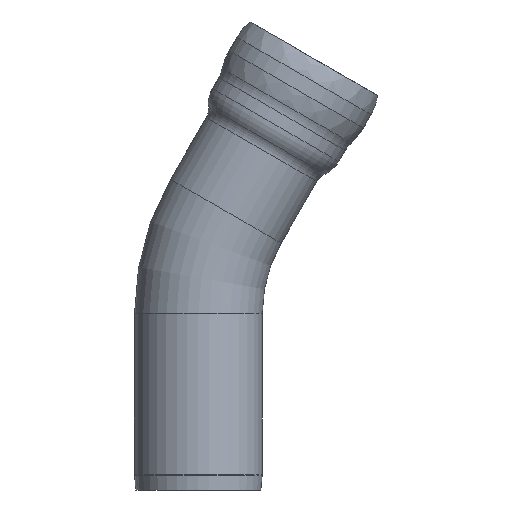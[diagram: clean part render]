
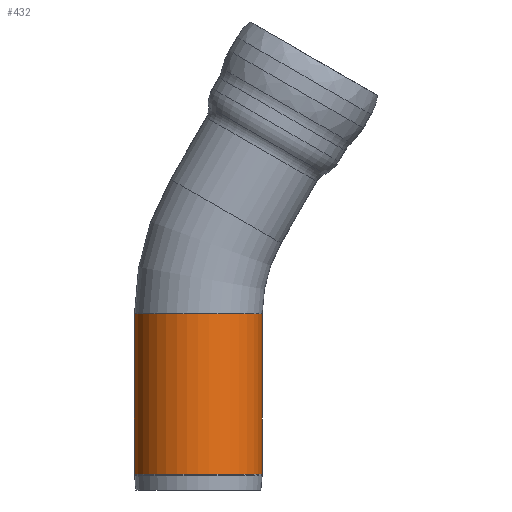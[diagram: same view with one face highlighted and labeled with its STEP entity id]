
A CAD part, front view. The second image highlights one B-rep face of the part: STEP entity #432.
In plain terms, the highlighted cylindrical face has radius 210 mm (diameter 420 mm), a full revolution.
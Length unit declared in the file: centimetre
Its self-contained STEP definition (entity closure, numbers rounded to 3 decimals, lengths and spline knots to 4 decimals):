
#29=CYLINDRICAL_SURFACE('',#474,21.);
#36=LINE('',#748,#46);
#46=VECTOR('',#580,21.);
#62=FACE_OUTER_BOUND('',#88,.T.);
#88=EDGE_LOOP('',(#305,#306,#307,#308,#309,#310));
#123=CIRCLE('',#472,21.);
#124=CIRCLE('',#473,21.);
#125=CIRCLE('',#475,21.);
#126=CIRCLE('',#476,21.);
#179=VERTEX_POINT('',#741);
#180=VERTEX_POINT('',#743);
#181=VERTEX_POINT('',#747);
#182=VERTEX_POINT('',#749);
#227=EDGE_CURVE('',#179,#180,#123,.T.);
#228=EDGE_CURVE('',#180,#179,#124,.T.);
#229=EDGE_CURVE('',#180,#181,#36,.T.);
#230=EDGE_CURVE('',#182,#181,#125,.T.);
#231=EDGE_CURVE('',#181,#182,#126,.T.);
#305=ORIENTED_EDGE('',*,*,#228,.F.);
#306=ORIENTED_EDGE('',*,*,#229,.T.);
#307=ORIENTED_EDGE('',*,*,#230,.F.);
#308=ORIENTED_EDGE('',*,*,#231,.F.);
#309=ORIENTED_EDGE('',*,*,#229,.F.);
#310=ORIENTED_EDGE('',*,*,#227,.F.);
#432=ADVANCED_FACE('',(#62),#29,.T.);
#472=AXIS2_PLACEMENT_3D('',#744,#574,#575);
#473=AXIS2_PLACEMENT_3D('',#745,#576,#577);
#474=AXIS2_PLACEMENT_3D('',#746,#578,#579);
#475=AXIS2_PLACEMENT_3D('',#750,#581,#582);
#476=AXIS2_PLACEMENT_3D('',#751,#583,#584);
#574=DIRECTION('center_axis',(0.,0.,-1.));
#575=DIRECTION('ref_axis',(-1.,0.,0.));
#576=DIRECTION('center_axis',(0.,0.,-1.));
#577=DIRECTION('ref_axis',(-1.,0.,0.));
#578=DIRECTION('center_axis',(0.,0.,-1.));
#579=DIRECTION('ref_axis',(1.,0.,0.));
#580=DIRECTION('',(0.,0.,1.));
#581=DIRECTION('center_axis',(0.,0.,
1.));
#582=DIRECTION('ref_axis',(1.,0.,0.));
#583=DIRECTION('center_axis',(0.,0.,
1.));
#584=DIRECTION('ref_axis',(1.,0.,0.));
#741=CARTESIAN_POINT('',(-44.2629,6.3759,-71.7071));
#743=CARTESIAN_POINT('',(-65.2629,27.3759,-71.7071));
#744=CARTESIAN_POINT('Origin',(-44.2629,27.3759,-71.7071));
#745=CARTESIAN_POINT('Origin',(-44.2629,27.3759,-71.7071));
#746=CARTESIAN_POINT('Origin',(-44.2629,27.3759,-45.4898));
#747=CARTESIAN_POINT('',(-65.2629,27.3759,-19.0323));
#748=CARTESIAN_POINT('',(-65.2629,27.3759,-45.4898));
#749=CARTESIAN_POINT('',(-23.2629,27.3759,-19.0323));
#750=CARTESIAN_POINT('Origin',(-44.2629,27.3759,-19.0323));
#751=CARTESIAN_POINT('Origin',(-44.2629,27.3759,-19.0323));
